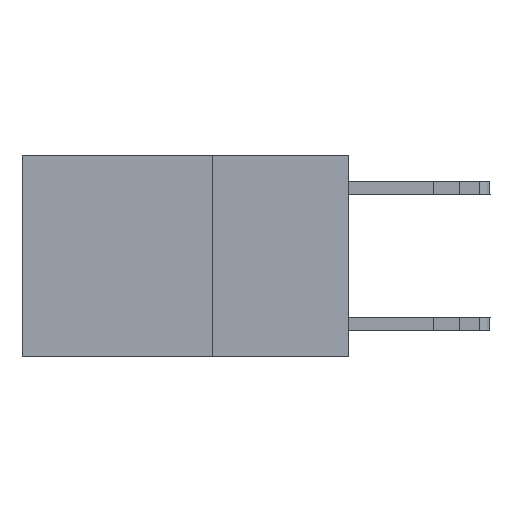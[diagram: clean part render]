
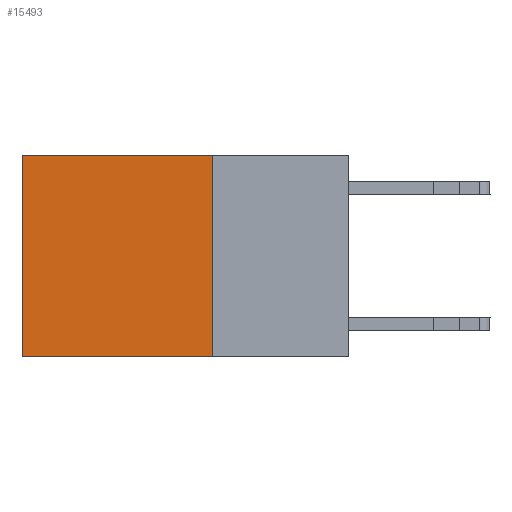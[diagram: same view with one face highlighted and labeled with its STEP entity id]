
A CAD part, left-side view. The second image highlights one B-rep face of the part: STEP entity #15493.
In plain terms, the highlighted planar face has unit normal (-1, 0, 0).
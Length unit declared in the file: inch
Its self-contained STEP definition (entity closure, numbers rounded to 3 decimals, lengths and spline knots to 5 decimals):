
#414 = DIRECTION ( 'NONE',  ( 0., 0., -1. ) ) ;
#660 = AXIS2_PLACEMENT_3D ( 'NONE', #12442, #7303, #12619 ) ;
#2204 = CARTESIAN_POINT ( 'NONE',  ( 0.2625, 0.25, 0. ) ) ;
#2294 = ORIENTED_EDGE ( 'NONE', *, *, #4480, .T. ) ;
#2386 = DIRECTION ( 'NONE',  ( 0., 1., 0. ) ) ;
#3612 = CARTESIAN_POINT ( 'NONE',  ( 0.2625, 0.25, 0. ) ) ;
#4144 = ORIENTED_EDGE ( 'NONE', *, *, #10327, .T. ) ;
#4480 = EDGE_CURVE ( 'NONE', #7103, #15687, #5495, .T. ) ;
#4771 = PLANE ( 'NONE',  #660 ) ;
#4923 = LINE ( 'NONE', #9890, #16448 ) ;
#5495 = LINE ( 'NONE', #5682, #11678 ) ;
#5682 = CARTESIAN_POINT ( 'NONE',  ( 0.2625, 0.25, 0. ) ) ;
#7103 = VERTEX_POINT ( 'NONE', #3612 ) ;
#7303 = DIRECTION ( 'NONE',  ( 1., 0., 0. ) ) ;
#7379 = ORIENTED_EDGE ( 'NONE', *, *, #9959, .F. ) ;
#8176 = DIRECTION ( 'NONE',  ( 0., 1., 0. ) ) ;
#8494 = FACE_OUTER_BOUND ( 'NONE', #12660, .T. ) ;
#8542 = DIRECTION ( 'NONE',  ( 0., 0., -1. ) ) ;
#9368 = LINE ( 'NONE', #14814, #16308 ) ;
#9773 = VERTEX_POINT ( 'NONE', #16259 ) ;
#9890 = CARTESIAN_POINT ( 'NONE',  ( 0.2625, 0.25, -0.37 ) ) ;
#9959 = EDGE_CURVE ( 'NONE', #7103, #9773, #14992, .T. ) ;
#10076 = VECTOR ( 'NONE', #8542, 39.37008 ) ;
#10327 = EDGE_CURVE ( 'NONE', #15687, #10472, #9368, .T. ) ;
#10472 = VERTEX_POINT ( 'NONE', #11812 ) ;
#11410 = CARTESIAN_POINT ( 'NONE',  ( 0.2625, 0.6, 0. ) ) ;
#11678 = VECTOR ( 'NONE', #8176, 39.37008 ) ;
#11812 = CARTESIAN_POINT ( 'NONE',  ( 0.2625, 0.6, -0.37 ) ) ;
#12442 = CARTESIAN_POINT ( 'NONE',  ( 0.2625, 0.25, 0. ) ) ;
#12619 = DIRECTION ( 'NONE',  ( 0., 0., -1. ) ) ;
#12660 = EDGE_LOOP ( 'NONE', ( #4144, #15847, #7379, #2294 ) ) ;
#13531 = EDGE_CURVE ( 'NONE', #9773, #10472, #4923, .T. ) ;
#14814 = CARTESIAN_POINT ( 'NONE',  ( 0.2625, 0.6, 0. ) ) ;
#14992 = LINE ( 'NONE', #2204, #10076 ) ;
#15493 = ADVANCED_FACE ( 'NONE', ( #8494 ), #4771, .F. ) ;
#15687 = VERTEX_POINT ( 'NONE', #11410 ) ;
#15847 = ORIENTED_EDGE ( 'NONE', *, *, #13531, .F. ) ;
#16259 = CARTESIAN_POINT ( 'NONE',  ( 0.2625, 0.25, -0.37 ) ) ;
#16308 = VECTOR ( 'NONE', #414, 39.37008 ) ;
#16448 = VECTOR ( 'NONE', #2386, 39.37008 ) ;
